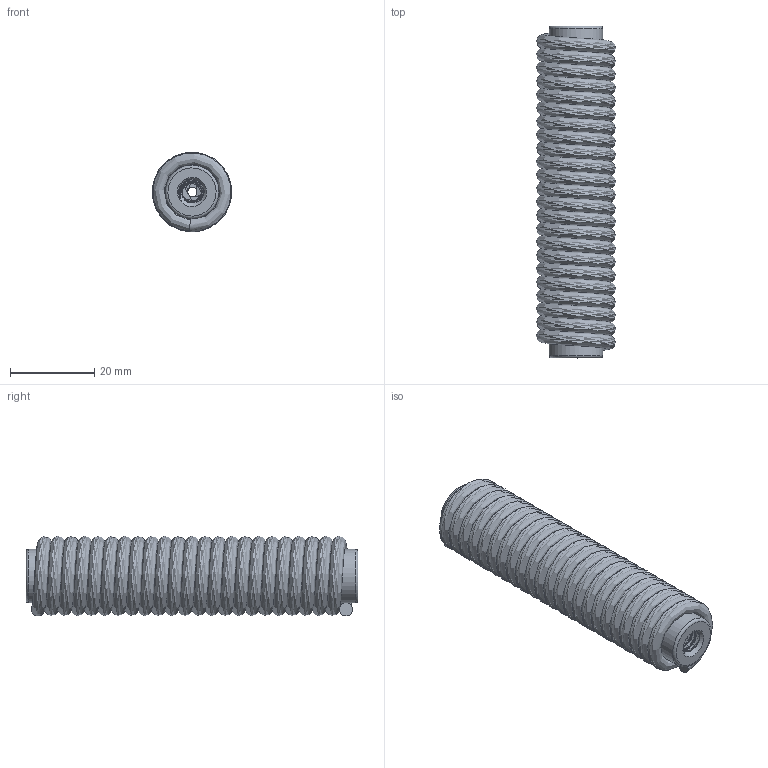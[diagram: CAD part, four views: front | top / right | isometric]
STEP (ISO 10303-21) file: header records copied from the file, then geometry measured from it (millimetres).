
FILE_DESCRIPTION (( 'STEP AP214' ), '1' );
FILE_NAME ('am-4805 Spring Assembly.STEP', '2022-09-02T19:24:15', ( '' ), ( '' ), 'SwSTEP 2.0', 'SolidWorks 2022', '' );
FILE_SCHEMA (( 'AUTOMOTIVE_DESIGN' ));
Length unit declared in the file: inch
Products named in the file (3): am-4805 Spring Assembly; ip-4805 Pole Spring_9637K84; am-1627 14-20 ID 500 OD 1000 Long Tappered Standoff_93330A652
Assembly tree (3 placements, depth 2):
  am-4805 Spring Assembly
    am-1627 14-20 ID 500 OD 1000 Long Tappered Standoff_93330A652  x2
    ip-4805 Pole Spring_9637K84
Bounding box: 18.96 x 78.77 x 18.96 mm (x, y, z)
Volume: 13509.7 mm3; surface area: 15055.7 mm2
Topology: 3 solids, 3 shells, 29 faces, 63 edges, 40 vertices
Faces by surface type: bspline 7, plane 6, torus 6, cone 6, cylinder 4
Full cylindrical faces by diameter (mm): 12.7 x2
Entity records: 9364 total; most frequent: CARTESIAN_POINT 8989, DIRECTION 56, ORIENTED_EDGE 42, AXIS2_PLACEMENT_3D 28, EDGE_LOOP 24, EDGE_CURVE 21, FACE_OUTER_BOUND 20, VERTEX_POINT 17
